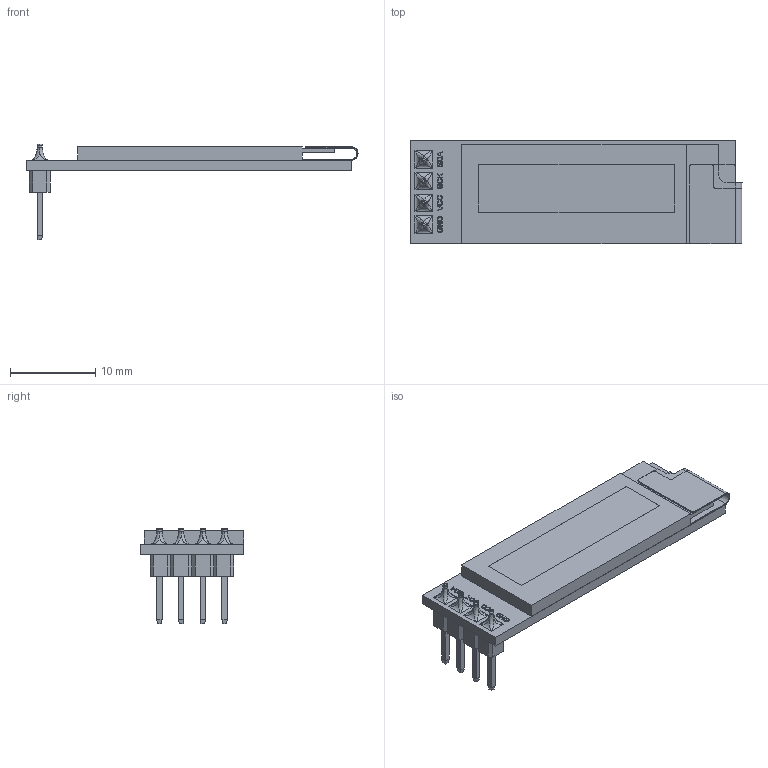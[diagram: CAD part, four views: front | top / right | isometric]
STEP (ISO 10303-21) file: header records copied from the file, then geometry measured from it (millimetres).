
FILE_DESCRIPTION (( 'STEP AP214' ), '1' );
FILE_NAME ('0.91in OLED.STEP', '2026-02-09T06:28:47', ( '' ), ( '' ), 'SwSTEP 2.0', 'SolidWorks 2025', '' );
FILE_SCHEMA (( 'AUTOMOTIVE_DESIGN' ));
Length unit declared in the file: inch
Products named in the file (1): 0.91in OLED
Bounding box: 38.84 x 12.09 x 11.2 mm (x, y, z)
Volume: 1153 mm3; surface area: 1454 mm2
Topology: 1 solids, 4 shells, 381 faces, 994 edges, 628 vertices
Faces by surface type: plane 206, bspline 131, cylinder 28, torus 16
Entity records: 18762 total; most frequent: CARTESIAN_POINT 10463, ORIENTED_EDGE 1956, DIRECTION 1245, EDGE_CURVE 978, VERTEX_POINT 628, VECTOR 625, LINE 625, EDGE_LOOP 406
